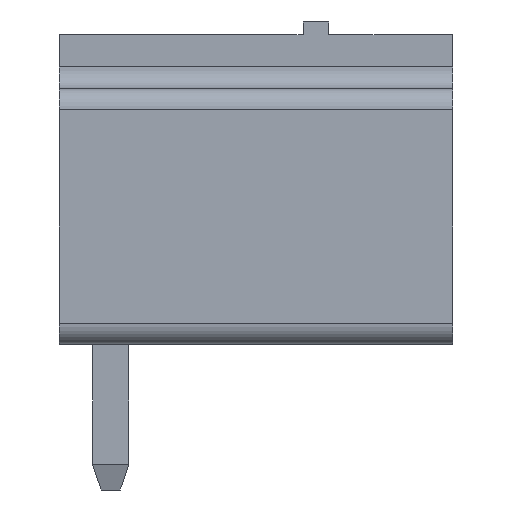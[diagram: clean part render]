
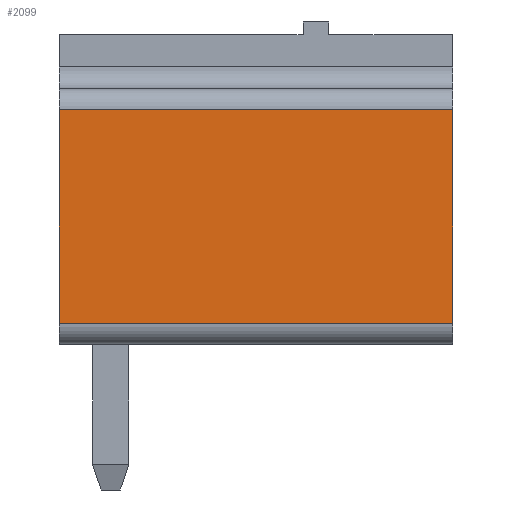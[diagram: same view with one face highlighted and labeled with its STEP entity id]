
A CAD part, left-side view. The second image highlights one B-rep face of the part: STEP entity #2099.
In plain terms, the highlighted planar face has unit normal (-1, 0, 0).
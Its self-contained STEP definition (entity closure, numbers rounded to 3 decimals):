
#32 = PLANE('',#33);
#33 = AXIS2_PLACEMENT_3D('',#34,#35,#36);
#34 = CARTESIAN_POINT('',(-6.9,1.2,0.));
#35 = DIRECTION('',(0.,1.,0.));
#36 = DIRECTION('',(-1.,0.,0.));
#57 = VERTEX_POINT('',#58);
#58 = CARTESIAN_POINT('',(-6.9,1.2,0.5));
#73 = CYLINDRICAL_SURFACE('',#74,0.5);
#74 = AXIS2_PLACEMENT_3D('',#75,#76,#77);
#75 = CARTESIAN_POINT('',(-6.4,1.2,0.5));
#76 = DIRECTION('',(0.,-1.,0.));
#77 = DIRECTION('',(0.,0.,-1.));
#85 = EDGE_CURVE('',#86,#57,#88,.T.);
#86 = VERTEX_POINT('',#87);
#87 = CARTESIAN_POINT('',(-6.9,1.2,5.5));
#88 = SURFACE_CURVE('',#89,(#93,#100),.PCURVE_S1.);
#89 = LINE('',#90,#91);
#90 = CARTESIAN_POINT('',(-6.9,1.2,6.));
#91 = VECTOR('',#92,1.);
#92 = DIRECTION('',(0.,0.,-1.));
#93 = PCURVE('',#32,#94);
#94 = DEFINITIONAL_REPRESENTATION('',(#95),#99);
#95 = LINE('',#96,#97);
#96 = CARTESIAN_POINT('',(0.,6.));
#97 = VECTOR('',#98,1.);
#98 = DIRECTION('',(0.,-1.));
#99 = ( GEOMETRIC_REPRESENTATION_CONTEXT(2)
PARAMETRIC_REPRESENTATION_CONTEXT() REPRESENTATION_CONTEXT('2D SPACE',''
) );
#100 = PCURVE('',#101,#106);
#101 = PLANE('',#102);
#102 = AXIS2_PLACEMENT_3D('',#103,#104,#105);
#103 = CARTESIAN_POINT('',(-6.9,1.2,6.));
#104 = DIRECTION('',(1.,0.,0.));
#105 = DIRECTION('',(0.,0.,-1.));
#106 = DEFINITIONAL_REPRESENTATION('',(#107),#111);
#107 = LINE('',#108,#109);
#108 = CARTESIAN_POINT('',(0.,0.));
#109 = VECTOR('',#110,1.);
#110 = DIRECTION('',(1.,0.));
#111 = ( GEOMETRIC_REPRESENTATION_CONTEXT(2)
PARAMETRIC_REPRESENTATION_CONTEXT() REPRESENTATION_CONTEXT('2D SPACE',''
) );
#134 = CYLINDRICAL_SURFACE('',#135,0.5);
#135 = AXIS2_PLACEMENT_3D('',#136,#137,#138);
#136 = CARTESIAN_POINT('',(-6.4,1.2,5.5));
#137 = DIRECTION('',(0.,-1.,0.));
#138 = DIRECTION('',(0.,0.,1.));
#479 = PLANE('',#480);
#480 = AXIS2_PLACEMENT_3D('',#481,#482,#483);
#481 = CARTESIAN_POINT('',(-6.9,-8.,0.));
#482 = DIRECTION('',(0.,1.,0.));
#483 = DIRECTION('',(-1.,0.,0.));
#2000 = EDGE_CURVE('',#57,#2001,#2003,.T.);
#2001 = VERTEX_POINT('',#2002);
#2002 = CARTESIAN_POINT('',(-6.9,-8.,0.5));
#2003 = SURFACE_CURVE('',#2004,(#2008,#2015),.PCURVE_S1.);
#2004 = LINE('',#2005,#2006);
#2005 = CARTESIAN_POINT('',(-6.9,1.2,0.5));
#2006 = VECTOR('',#2007,1.);
#2007 = DIRECTION('',(0.,-1.,0.));
#2008 = PCURVE('',#73,#2009);
#2009 = DEFINITIONAL_REPRESENTATION('',(#2010),#2014);
#2010 = LINE('',#2011,#2012);
#2011 = CARTESIAN_POINT('',(-1.571,0.));
#2012 = VECTOR('',#2013,1.);
#2013 = DIRECTION('',(0.,1.));
#2014 = ( GEOMETRIC_REPRESENTATION_CONTEXT(2)
PARAMETRIC_REPRESENTATION_CONTEXT() REPRESENTATION_CONTEXT('2D SPACE',''
) );
#2015 = PCURVE('',#101,#2016);
#2016 = DEFINITIONAL_REPRESENTATION('',(#2017),#2021);
#2017 = LINE('',#2018,#2019);
#2018 = CARTESIAN_POINT('',(5.5,0.));
#2019 = VECTOR('',#2020,1.);
#2020 = DIRECTION('',(0.,-1.));
#2021 = ( GEOMETRIC_REPRESENTATION_CONTEXT(2)
PARAMETRIC_REPRESENTATION_CONTEXT() REPRESENTATION_CONTEXT('2D SPACE',''
) );
#2099 = ADVANCED_FACE('',(#2100),#101,.F.);
#2100 = FACE_BOUND('',#2101,.F.);
#2101 = EDGE_LOOP('',(#2102,#2103,#2126,#2147));
#2102 = ORIENTED_EDGE('',*,*,#85,.F.);
#2103 = ORIENTED_EDGE('',*,*,#2104,.T.);
#2104 = EDGE_CURVE('',#86,#2105,#2107,.T.);
#2105 = VERTEX_POINT('',#2106);
#2106 = CARTESIAN_POINT('',(-6.9,-8.,5.5));
#2107 = SURFACE_CURVE('',#2108,(#2112,#2119),.PCURVE_S1.);
#2108 = LINE('',#2109,#2110);
#2109 = CARTESIAN_POINT('',(-6.9,1.2,5.5));
#2110 = VECTOR('',#2111,1.);
#2111 = DIRECTION('',(0.,-1.,0.));
#2112 = PCURVE('',#101,#2113);
#2113 = DEFINITIONAL_REPRESENTATION('',(#2114),#2118);
#2114 = LINE('',#2115,#2116);
#2115 = CARTESIAN_POINT('',(0.5,0.));
#2116 = VECTOR('',#2117,1.);
#2117 = DIRECTION('',(0.,-1.));
#2118 = ( GEOMETRIC_REPRESENTATION_CONTEXT(2)
PARAMETRIC_REPRESENTATION_CONTEXT() REPRESENTATION_CONTEXT('2D SPACE',''
) );
#2119 = PCURVE('',#134,#2120);
#2120 = DEFINITIONAL_REPRESENTATION('',(#2121),#2125);
#2121 = LINE('',#2122,#2123);
#2122 = CARTESIAN_POINT('',(1.571,0.));
#2123 = VECTOR('',#2124,1.);
#2124 = DIRECTION('',(0.,1.));
#2125 = ( GEOMETRIC_REPRESENTATION_CONTEXT(2)
PARAMETRIC_REPRESENTATION_CONTEXT() REPRESENTATION_CONTEXT('2D SPACE',''
) );
#2126 = ORIENTED_EDGE('',*,*,#2127,.T.);
#2127 = EDGE_CURVE('',#2105,#2001,#2128,.T.);
#2128 = SURFACE_CURVE('',#2129,(#2133,#2140),.PCURVE_S1.);
#2129 = LINE('',#2130,#2131);
#2130 = CARTESIAN_POINT('',(-6.9,-8.,6.));
#2131 = VECTOR('',#2132,1.);
#2132 = DIRECTION('',(0.,0.,-1.));
#2133 = PCURVE('',#101,#2134);
#2134 = DEFINITIONAL_REPRESENTATION('',(#2135),#2139);
#2135 = LINE('',#2136,#2137);
#2136 = CARTESIAN_POINT('',(0.,-9.2));
#2137 = VECTOR('',#2138,1.);
#2138 = DIRECTION('',(1.,0.));
#2139 = ( GEOMETRIC_REPRESENTATION_CONTEXT(2)
PARAMETRIC_REPRESENTATION_CONTEXT() REPRESENTATION_CONTEXT('2D SPACE',''
) );
#2140 = PCURVE('',#479,#2141);
#2141 = DEFINITIONAL_REPRESENTATION('',(#2142),#2146);
#2142 = LINE('',#2143,#2144);
#2143 = CARTESIAN_POINT('',(0.,6.));
#2144 = VECTOR('',#2145,1.);
#2145 = DIRECTION('',(0.,-1.));
#2146 = ( GEOMETRIC_REPRESENTATION_CONTEXT(2)
PARAMETRIC_REPRESENTATION_CONTEXT() REPRESENTATION_CONTEXT('2D SPACE',''
) );
#2147 = ORIENTED_EDGE('',*,*,#2000,.F.);
